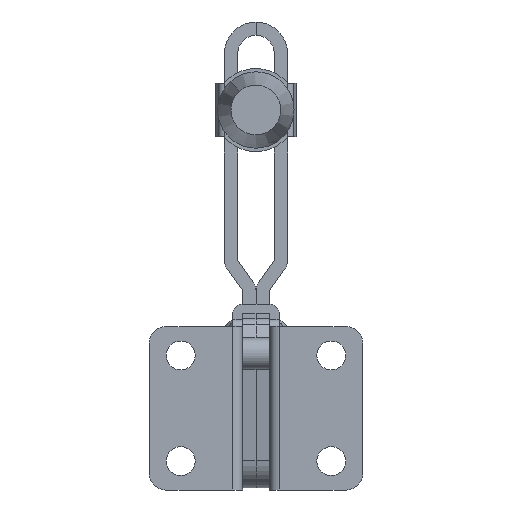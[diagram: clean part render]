
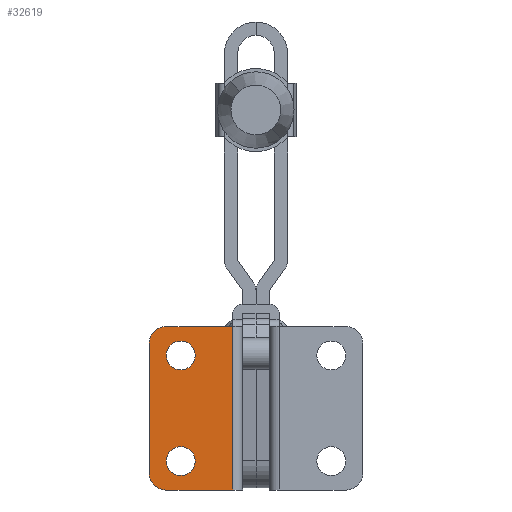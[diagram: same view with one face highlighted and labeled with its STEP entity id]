
A CAD part, front view. The second image highlights one B-rep face of the part: STEP entity #32619.
In plain terms, the highlighted planar face has unit normal (0, -1, 0).
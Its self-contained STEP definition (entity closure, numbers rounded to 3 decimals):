
#31296 = VERTEX_POINT ( 'NONE', #36363 ) ;
#31301 = VERTEX_POINT ( 'NONE', #36377 ) ;
#31303 = EDGE_CURVE ( 'NONE', #31296, #31301, #36370, .T. ) ;
#31309 = VERTEX_POINT ( 'NONE', #36376 ) ;
#31318 = VERTEX_POINT ( 'NONE', #36403 ) ;
#31319 = EDGE_CURVE ( 'NONE', #31309, #31318, #36400, .T. ) ;
#31349 = VERTEX_POINT ( 'NONE', #36253 ) ;
#32412 = VERTEX_POINT ( 'NONE', #41000 ) ;
#32492 = EDGE_CURVE ( 'NONE', #32412, #31349, #41208, .T. ) ;
#32496 = VERTEX_POINT ( 'NONE', #41150 ) ;
#32537 = ORIENTED_EDGE ( 'NONE', *, *, #32618, .F. ) ;
#32543 = VERTEX_POINT ( 'NONE', #41269 ) ;
#32546 = EDGE_LOOP ( 'NONE', ( #32537, #32620 ) ) ;
#32548 = VERTEX_POINT ( 'NONE', #41297 ) ;
#32549 = VERTEX_POINT ( 'NONE', #41245 ) ;
#32567 = ORIENTED_EDGE ( 'NONE', *, *, #32598, .F. ) ;
#32586 = ORIENTED_EDGE ( 'NONE', *, *, #32604, .T. ) ;
#32587 = ORIENTED_EDGE ( 'NONE', *, *, #32605, .T. ) ;
#32596 = EDGE_LOOP ( 'NONE', ( #32597, #32602, #32606, #32586, #32607, #32587 ) ) ;
#32597 = ORIENTED_EDGE ( 'NONE', *, *, #32601, .F. ) ;
#32598 = EDGE_CURVE ( 'NONE', #31301, #31296, #41335, .T. ) ;
#32599 = ORIENTED_EDGE ( 'NONE', *, *, #31303, .F. ) ;
#32601 = EDGE_CURVE ( 'NONE', #32548, #32549, #41349, .T. ) ;
#32602 = ORIENTED_EDGE ( 'NONE', *, *, #32603, .T. ) ;
#32603 = EDGE_CURVE ( 'NONE', #32548, #32496, #41392, .T. ) ;
#32604 = EDGE_CURVE ( 'NONE', #32543, #32412, #41344, .T. ) ;
#32605 = EDGE_CURVE ( 'NONE', #31349, #32549, #41383, .T. ) ;
#32606 = ORIENTED_EDGE ( 'NONE', *, *, #32612, .T. ) ;
#32607 = ORIENTED_EDGE ( 'NONE', *, *, #32492, .T. ) ;
#32612 = EDGE_CURVE ( 'NONE', #32496, #32543, #41379, .T. ) ;
#32614 = EDGE_LOOP ( 'NONE', ( #32567, #32599 ) ) ;
#32618 = EDGE_CURVE ( 'NONE', #31318, #31309, #41426, .T. ) ;
#32619 = ADVANCED_FACE ( 'NONE', ( #41387, #41374, #41425 ), #41415, .F. ) ;
#32620 = ORIENTED_EDGE ( 'NONE', *, *, #31319, .F. ) ;
#36253 = CARTESIAN_POINT ( 'NONE',  ( -7., 0., 0. ) ) ;
#36363 = CARTESIAN_POINT ( 'NONE',  ( -22.65, 0., 44.85 ) ) ;
#36370 = CIRCLE ( 'NONE', #36372, 4.35 ) ;
#36372 = AXIS2_PLACEMENT_3D ( 'NONE', #36418, #36417, #36416 ) ;
#36376 = CARTESIAN_POINT ( 'NONE',  ( -22.65, 0., 13.05 ) ) ;
#36377 = CARTESIAN_POINT ( 'NONE',  ( -22.65, 0., 36.15 ) ) ;
#36397 = DIRECTION ( 'NONE',  ( 0., -1., 0. ) ) ;
#36398 = CARTESIAN_POINT ( 'NONE',  ( -22.65, 0., 8.7 ) ) ;
#36399 = AXIS2_PLACEMENT_3D ( 'NONE', #36398, #36397, #36461 ) ;
#36400 = CIRCLE ( 'NONE', #36399, 4.35 ) ;
#36403 = CARTESIAN_POINT ( 'NONE',  ( -22.65, 0., 4.35 ) ) ;
#36416 = DIRECTION ( 'NONE',  ( 0., 0., -1. ) ) ;
#36417 = DIRECTION ( 'NONE',  ( 0., -1., 0. ) ) ;
#36418 = CARTESIAN_POINT ( 'NONE',  ( -22.65, 0., 40.5 ) ) ;
#36461 = DIRECTION ( 'NONE',  ( 0., 0., -1. ) ) ;
#41000 = CARTESIAN_POINT ( 'NONE',  ( -27.15, 0., 0. ) ) ;
#41150 = CARTESIAN_POINT ( 'NONE',  ( -32.15, 0., 44.2 ) ) ;
#41204 = DIRECTION ( 'NONE',  ( 1., 0., 0. ) ) ;
#41205 = VECTOR ( 'NONE', #41204, 1000. ) ;
#41206 = CARTESIAN_POINT ( 'NONE',  ( -4., 0., 0. ) ) ;
#41208 = LINE ( 'NONE', #41206, #41205 ) ;
#41245 = CARTESIAN_POINT ( 'NONE',  ( -7., 0., 49.2 ) ) ;
#41269 = CARTESIAN_POINT ( 'NONE',  ( -32.15, 0., 5. ) ) ;
#41297 = CARTESIAN_POINT ( 'NONE',  ( -27.15, 0., 49.2 ) ) ;
#41334 = CARTESIAN_POINT ( 'NONE',  ( -22.65, 0., 40.5 ) ) ;
#41335 = CIRCLE ( 'NONE', #41339, 4.35 ) ;
#41336 = VECTOR ( 'NONE', #41390, 1000. ) ;
#41339 = AXIS2_PLACEMENT_3D ( 'NONE', #41334, #41394, #41393 ) ;
#41340 = AXIS2_PLACEMENT_3D ( 'NONE', #41386, #41385, #41384 ) ;
#41344 = CIRCLE ( 'NONE', #41382, 5. ) ;
#41348 = CARTESIAN_POINT ( 'NONE',  ( -32.15, 0., 49.2 ) ) ;
#41349 = LINE ( 'NONE', #41348, #41336 ) ;
#41368 = AXIS2_PLACEMENT_3D ( 'NONE', #41413, #41412, #41411 ) ;
#41374 = FACE_BOUND ( 'NONE', #32614, .T. ) ;
#41375 = DIRECTION ( 'NONE',  ( 0., 0., 1. ) ) ;
#41376 = VECTOR ( 'NONE', #41375, 1000. ) ;
#41377 = CARTESIAN_POINT ( 'NONE',  ( -7., 0., 56. ) ) ;
#41378 = CARTESIAN_POINT ( 'NONE',  ( -32.15, 0., 56. ) ) ;
#41379 = LINE ( 'NONE', #41378, #41428 ) ;
#41380 = DIRECTION ( 'NONE',  ( -1., 0., 0. ) ) ;
#41381 = DIRECTION ( 'NONE',  ( 0., -1., 0. ) ) ;
#41382 = AXIS2_PLACEMENT_3D ( 'NONE', #41389, #41381, #41380 ) ;
#41383 = LINE ( 'NONE', #41377, #41376 ) ;
#41384 = DIRECTION ( 'NONE',  ( -1., 0., 0. ) ) ;
#41385 = DIRECTION ( 'NONE',  ( 0., -1., 0. ) ) ;
#41386 = CARTESIAN_POINT ( 'NONE',  ( -27.15, 0., 44.2 ) ) ;
#41387 = FACE_BOUND ( 'NONE', #32546, .T. ) ;
#41389 = CARTESIAN_POINT ( 'NONE',  ( -27.15, 0., 5. ) ) ;
#41390 = DIRECTION ( 'NONE',  ( 1., 0., 0. ) ) ;
#41392 = CIRCLE ( 'NONE', #41340, 5. ) ;
#41393 = DIRECTION ( 'NONE',  ( 0., 0., -1. ) ) ;
#41394 = DIRECTION ( 'NONE',  ( 0., -1., 0. ) ) ;
#41411 = DIRECTION ( 'NONE',  ( -1., 0., 0. ) ) ;
#41412 = DIRECTION ( 'NONE',  ( 0., 1., 0. ) ) ;
#41413 = CARTESIAN_POINT ( 'NONE',  ( -4., 0., 56. ) ) ;
#41415 = PLANE ( 'NONE',  #41368 ) ;
#41417 = DIRECTION ( 'NONE',  ( 0., 0., -1. ) ) ;
#41418 = DIRECTION ( 'NONE',  ( 0., -1., 0. ) ) ;
#41419 = CARTESIAN_POINT ( 'NONE',  ( -22.65, 0., 8.7 ) ) ;
#41420 = AXIS2_PLACEMENT_3D ( 'NONE', #41419, #41418, #41417 ) ;
#41425 = FACE_OUTER_BOUND ( 'NONE', #32596, .T. ) ;
#41426 = CIRCLE ( 'NONE', #41420, 4.35 ) ;
#41427 = DIRECTION ( 'NONE',  ( 0., 0., -1. ) ) ;
#41428 = VECTOR ( 'NONE', #41427, 1000. ) ;
